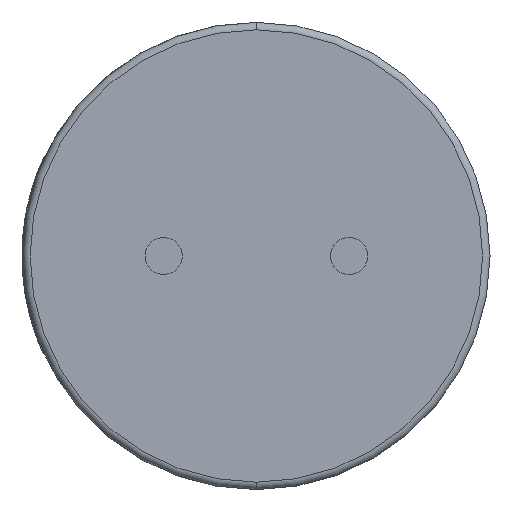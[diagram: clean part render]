
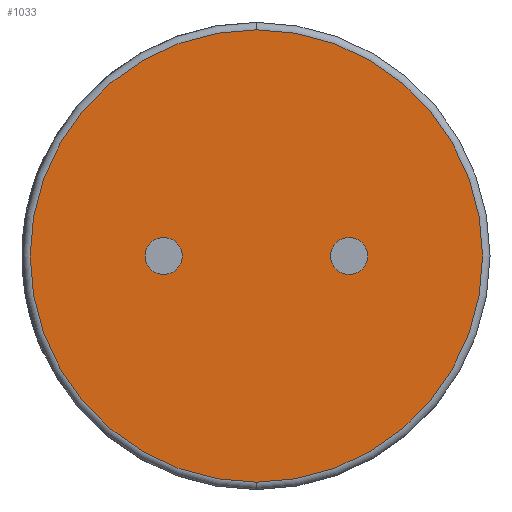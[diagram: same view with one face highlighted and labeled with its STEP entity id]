
A CAD part, front view. The second image highlights one B-rep face of the part: STEP entity #1033.
In plain terms, the highlighted planar face has unit normal (0, -1, 0).
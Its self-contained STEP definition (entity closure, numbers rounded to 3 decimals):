
#63 = CIRCLE ( 'NONE', #105, 0.25 ) ;
#72 = CARTESIAN_POINT ( 'NONE',  ( 3.15, 0., 0. ) ) ;
#84 = DIRECTION ( 'NONE',  ( 0., -1., 0. ) ) ;
#103 = EDGE_LOOP ( 'NONE', ( #1299, #698 ) ) ;
#105 = AXIS2_PLACEMENT_3D ( 'NONE', #564, #971, #1465 ) ;
#377 = CIRCLE ( 'NONE', #1008, 0.25 ) ;
#427 = ORIENTED_EDGE ( 'NONE', *, *, #2336, .T. ) ;
#525 = EDGE_CURVE ( 'NONE', #1804, #617, #1233, .T. ) ;
#532 = PLANE ( 'NONE',  #747 ) ;
#539 = ORIENTED_EDGE ( 'NONE', *, *, #2350, .F. ) ;
#554 = DIRECTION ( 'NONE',  ( 0., 0., -1. ) ) ;
#564 = CARTESIAN_POINT ( 'NONE',  ( 1.25, 0., 0. ) ) ;
#570 = CARTESIAN_POINT ( 'NONE',  ( 0., 0., 0. ) ) ;
#617 = VERTEX_POINT ( 'NONE', #631 ) ;
#625 = DIRECTION ( 'NONE',  ( 0., 0., -1. ) ) ;
#631 = CARTESIAN_POINT ( 'NONE',  ( 0., 0., -3.05 ) ) ;
#698 = ORIENTED_EDGE ( 'NONE', *, *, #2094, .F. ) ;
#731 = ORIENTED_EDGE ( 'NONE', *, *, #525, .T. ) ;
#747 = AXIS2_PLACEMENT_3D ( 'NONE', #72, #84, #993 ) ;
#842 = DIRECTION ( 'NONE',  ( 0., 0., -1. ) ) ;
#971 = DIRECTION ( 'NONE',  ( 0., -1., 0. ) ) ;
#980 = FACE_BOUND ( 'NONE', #1120, .T. ) ;
#993 = DIRECTION ( 'NONE',  ( 0., 0., -1. ) ) ;
#1008 = AXIS2_PLACEMENT_3D ( 'NONE', #1648, #1012, #554 ) ;
#1012 = DIRECTION ( 'NONE',  ( 0., -1., 0. ) ) ;
#1033 = ADVANCED_FACE ( 'NONE', ( #2553, #980, #1878 ), #532, .T. ) ;
#1064 = CARTESIAN_POINT ( 'NONE',  ( -1.25, 0., 0. ) ) ;
#1073 = VERTEX_POINT ( 'NONE', #1284 ) ;
#1120 = EDGE_LOOP ( 'NONE', ( #539, #1981 ) ) ;
#1128 = VERTEX_POINT ( 'NONE', #2414 ) ;
#1206 = DIRECTION ( 'NONE',  ( 0., -1., 0. ) ) ;
#1233 = CIRCLE ( 'NONE', #2722, 3.05 ) ;
#1284 = CARTESIAN_POINT ( 'NONE',  ( -1.25, 0., 0.25 ) ) ;
#1299 = ORIENTED_EDGE ( 'NONE', *, *, #1767, .F. ) ;
#1327 = AXIS2_PLACEMENT_3D ( 'NONE', #2126, #1206, #1899 ) ;
#1416 = EDGE_CURVE ( 'NONE', #1128, #2292, #1471, .T. ) ;
#1465 = DIRECTION ( 'NONE',  ( 0., 0., -1. ) ) ;
#1471 = CIRCLE ( 'NONE', #2456, 0.25 ) ;
#1526 = CARTESIAN_POINT ( 'NONE',  ( 1.25, 0., 0.25 ) ) ;
#1648 = CARTESIAN_POINT ( 'NONE',  ( -1.25, 0., 0. ) ) ;
#1669 = DIRECTION ( 'NONE',  ( 0., -1., 0. ) ) ;
#1767 = EDGE_CURVE ( 'NONE', #1073, #2794, #2680, .T. ) ;
#1804 = VERTEX_POINT ( 'NONE', #2390 ) ;
#1878 = FACE_OUTER_BOUND ( 'NONE', #1923, .T. ) ;
#1899 = DIRECTION ( 'NONE',  ( 0., 0., -1. ) ) ;
#1923 = EDGE_LOOP ( 'NONE', ( #427, #731 ) ) ;
#1962 = DIRECTION ( 'NONE',  ( 0., -1., 0. ) ) ;
#1981 = ORIENTED_EDGE ( 'NONE', *, *, #1416, .F. ) ;
#2087 = CARTESIAN_POINT ( 'NONE',  ( -1.25, 0., -0.25 ) ) ;
#2094 = EDGE_CURVE ( 'NONE', #2794, #1073, #377, .T. ) ;
#2126 = CARTESIAN_POINT ( 'NONE',  ( 0., 0., 0. ) ) ;
#2292 = VERTEX_POINT ( 'NONE', #1526 ) ;
#2336 = EDGE_CURVE ( 'NONE', #617, #1804, #2639, .T. ) ;
#2350 = EDGE_CURVE ( 'NONE', #2292, #1128, #63, .T. ) ;
#2390 = CARTESIAN_POINT ( 'NONE',  ( 0., 0., 3.05 ) ) ;
#2414 = CARTESIAN_POINT ( 'NONE',  ( 1.25, 0., -0.25 ) ) ;
#2456 = AXIS2_PLACEMENT_3D ( 'NONE', #2865, #2882, #625 ) ;
#2546 = AXIS2_PLACEMENT_3D ( 'NONE', #1064, #1962, #842 ) ;
#2553 = FACE_BOUND ( 'NONE', #103, .T. ) ;
#2639 = CIRCLE ( 'NONE', #1327, 3.05 ) ;
#2680 = CIRCLE ( 'NONE', #2546, 0.25 ) ;
#2722 = AXIS2_PLACEMENT_3D ( 'NONE', #570, #1669, #2789 ) ;
#2789 = DIRECTION ( 'NONE',  ( 0., 0., -1. ) ) ;
#2794 = VERTEX_POINT ( 'NONE', #2087 ) ;
#2865 = CARTESIAN_POINT ( 'NONE',  ( 1.25, 0., 0. ) ) ;
#2882 = DIRECTION ( 'NONE',  ( 0., -1., 0. ) ) ;
